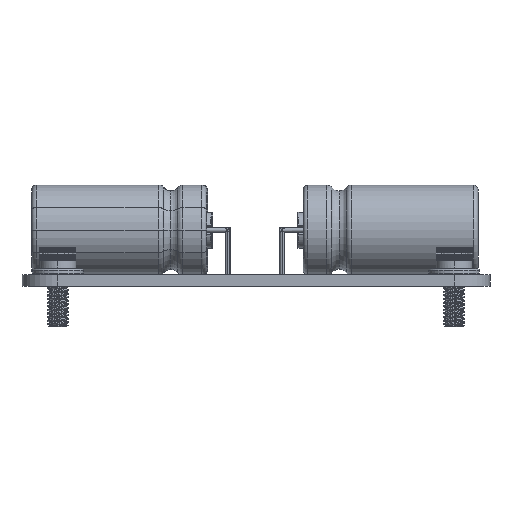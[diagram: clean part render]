
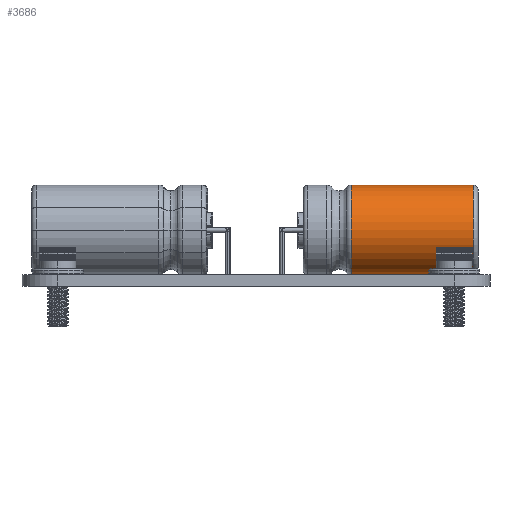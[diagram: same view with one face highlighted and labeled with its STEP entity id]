
A CAD part, left-side view. The second image highlights one B-rep face of the part: STEP entity #3686.
In plain terms, the highlighted cylindrical face has radius 6.25 mm (diameter 12.5 mm), a partial arc.
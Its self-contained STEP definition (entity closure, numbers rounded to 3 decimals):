
#3391 = VERTEX_POINT('',#3392);
#3392 = CARTESIAN_POINT('',(5.413,7.413,-3.125));
#3399 = EDGE_CURVE('',#3391,#3400,#3402,.T.);
#3400 = VERTEX_POINT('',#3401);
#3401 = CARTESIAN_POINT('',(5.413,24.333,-3.125));
#3402 = LINE('',#3403,#3404);
#3403 = CARTESIAN_POINT('',(5.413,-17.,-3.125));
#3404 = VECTOR('',#3405,1.);
#3405 = DIRECTION('',(0.,1.,0.));
#3422 = EDGE_CURVE('',#3423,#3425,#3427,.T.);
#3423 = VERTEX_POINT('',#3424);
#3424 = CARTESIAN_POINT('',(5.413,7.413,3.125));
#3425 = VERTEX_POINT('',#3426);
#3426 = CARTESIAN_POINT('',(5.413,24.333,3.125));
#3427 = LINE('',#3428,#3429);
#3428 = CARTESIAN_POINT('',(5.413,-17.,3.125));
#3429 = VECTOR('',#3430,1.);
#3430 = DIRECTION('',(0.,1.,0.));
#3672 = EDGE_CURVE('',#3425,#3400,#3673,.T.);
#3673 = CIRCLE('',#3674,6.25);
#3674 = AXIS2_PLACEMENT_3D('',#3675,#3676,#3677);
#3675 = CARTESIAN_POINT('',(0.,24.333,0.));
#3676 = DIRECTION('',(0.,-1.,0.));
#3677 = DIRECTION('',(1.,0.,0.));
#3686 = ADVANCED_FACE('',(#3687),#3699,.T.);
#3687 = FACE_BOUND('',#3688,.T.);
#3688 = EDGE_LOOP('',(#3689,#3696,#3697,#3698));
#3689 = ORIENTED_EDGE('',*,*,#3690,.F.);
#3690 = EDGE_CURVE('',#3423,#3391,#3691,.T.);
#3691 = CIRCLE('',#3692,6.25);
#3692 = AXIS2_PLACEMENT_3D('',#3693,#3694,#3695);
#3693 = CARTESIAN_POINT('',(0.,7.413,0.));
#3694 = DIRECTION('',(0.,-1.,0.));
#3695 = DIRECTION('',(1.,0.,0.));
#3696 = ORIENTED_EDGE('',*,*,#3422,.T.);
#3697 = ORIENTED_EDGE('',*,*,#3672,.T.);
#3698 = ORIENTED_EDGE('',*,*,#3399,.F.);
#3699 = CYLINDRICAL_SURFACE('',#3700,6.25);
#3700 = AXIS2_PLACEMENT_3D('',#3701,#3702,#3703);
#3701 = CARTESIAN_POINT('',(0.,0.,0.));
#3702 = DIRECTION('',(0.,-1.,0.));
#3703 = DIRECTION('',(1.,0.,0.));
